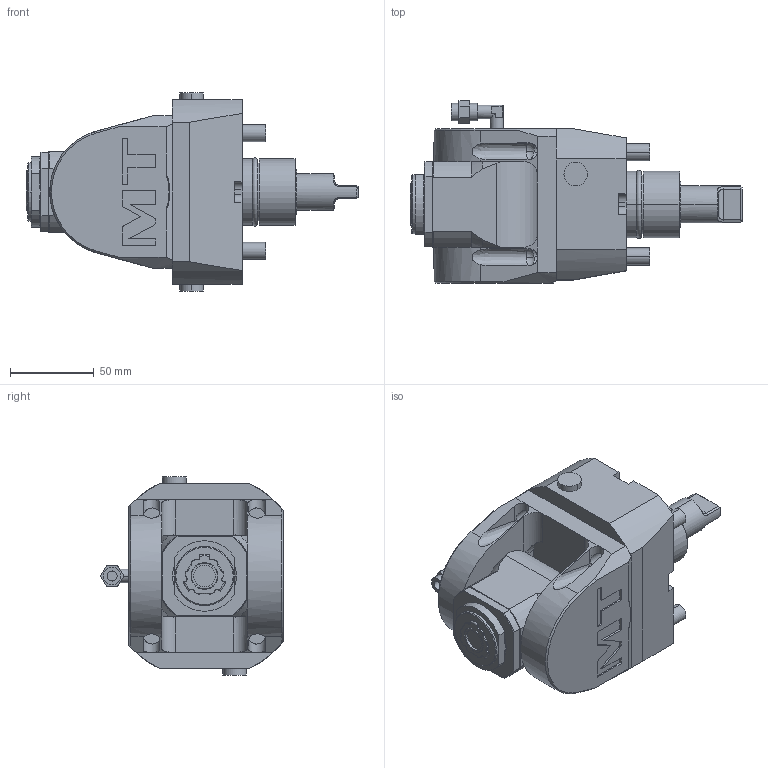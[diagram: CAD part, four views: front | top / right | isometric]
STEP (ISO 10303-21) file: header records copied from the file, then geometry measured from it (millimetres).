
FILE_DESCRIPTION((''),'2;1');
FILE_NAME('MNZ0391120_CONF','2023-02-22T12:44:23',('sterribile'),('M.T. srl'),'CREO PARAMETRIC BY PTC INC, 2021072','CREO PARAMETRIC BY PTC INC, 2021072','');
FILE_SCHEMA(('CONFIG_CONTROL_DESIGN'));
Length unit declared in the file: millimetre
Products named in the file (1): MNZ0391120_CONF
Bounding box: 197.66 x 108.87 x 118 mm (x, y, z)
Volume: 837112.6 mm3; surface area: 87135.8 mm2
Topology: 1 solids, 1 shells, 466 faces, 1226 edges, 786 vertices
Faces by surface type: plane 215, cylinder 145, cone 67, bspline 14, torus 13, sphere 8, extrusion 4
Entity records: 16835 total; most frequent: CARTESIAN_POINT 5518, ORIENTED_EDGE 2436, DIRECTION 2240, EDGE_CURVE 1218, AXIS2_PLACEMENT_3D 803, VERTEX_POINT 786, VECTOR 634, LINE 630
